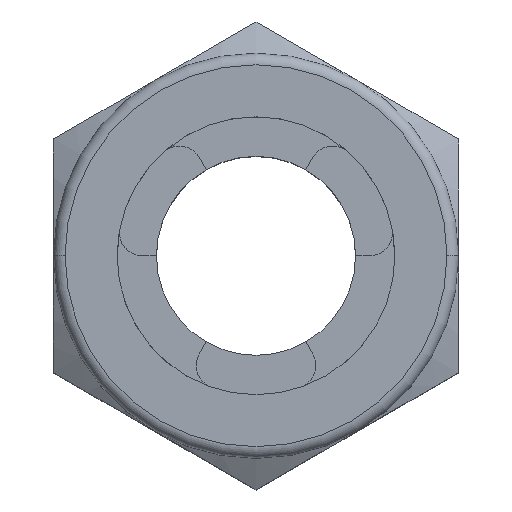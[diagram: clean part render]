
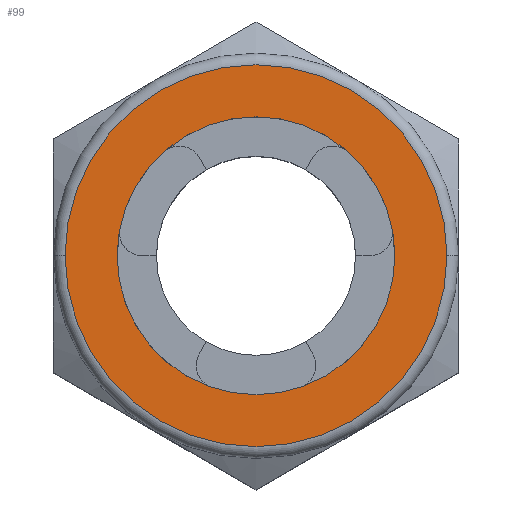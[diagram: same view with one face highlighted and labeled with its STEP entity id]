
A CAD part, top view. The second image highlights one B-rep face of the part: STEP entity #99.
In plain terms, the highlighted planar face has unit normal (0, 0, 1).
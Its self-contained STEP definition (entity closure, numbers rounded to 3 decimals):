
#43 = DIRECTION ( 'NONE',  ( 0., 0., 1. ) ) ;
#99 = ADVANCED_FACE ( 'NONE', ( #1586, #1447 ), #819, .T. ) ;
#113 = EDGE_CURVE ( 'NONE', #1524, #954, #233, .T. ) ;
#138 = CARTESIAN_POINT ( 'NONE',  ( 0., 0., 1.2 ) ) ;
#151 = DIRECTION ( 'NONE',  ( 1., 0., 0. ) ) ;
#233 = CIRCLE ( 'NONE', #1572, 2.4 ) ;
#244 = VERTEX_POINT ( 'NONE', #1404 ) ;
#284 = AXIS2_PLACEMENT_3D ( 'NONE', #553, #708, #1502 ) ;
#408 = CARTESIAN_POINT ( 'NONE',  ( 0., 0., 1.2 ) ) ;
#433 = CIRCLE ( 'NONE', #1381, 3.3 ) ;
#464 = VERTEX_POINT ( 'NONE', #1569 ) ;
#553 = CARTESIAN_POINT ( 'NONE',  ( 0., 0., 1.2 ) ) ;
#634 = AXIS2_PLACEMENT_3D ( 'NONE', #408, #43, #1076 ) ;
#643 = DIRECTION ( 'NONE',  ( 0., 0., 1. ) ) ;
#652 = ORIENTED_EDGE ( 'NONE', *, *, #113, .F. ) ;
#686 = ORIENTED_EDGE ( 'NONE', *, *, #1026, .T. ) ;
#708 = DIRECTION ( 'NONE',  ( 0., 0., 1. ) ) ;
#751 = CARTESIAN_POINT ( 'NONE',  ( 2.4, 0., 1.2 ) ) ;
#755 = DIRECTION ( 'NONE',  ( 1., 0., 0. ) ) ;
#765 = AXIS2_PLACEMENT_3D ( 'NONE', #1160, #818, #934 ) ;
#788 = CARTESIAN_POINT ( 'NONE',  ( 0., 0., 1.2 ) ) ;
#818 = DIRECTION ( 'NONE',  ( 0., 0., 1. ) ) ;
#819 = PLANE ( 'NONE',  #634 ) ;
#869 = ORIENTED_EDGE ( 'NONE', *, *, #1552, .T. ) ;
#877 = ORIENTED_EDGE ( 'NONE', *, *, #1293, .F. ) ;
#934 = DIRECTION ( 'NONE',  ( 1., 0., 0. ) ) ;
#954 = VERTEX_POINT ( 'NONE', #969 ) ;
#969 = CARTESIAN_POINT ( 'NONE',  ( -2.4, 0., 1.2 ) ) ;
#1026 = EDGE_CURVE ( 'NONE', #244, #464, #433, .T. ) ;
#1076 = DIRECTION ( 'NONE',  ( 1., 0., 0. ) ) ;
#1160 = CARTESIAN_POINT ( 'NONE',  ( 0., 0., 1.2 ) ) ;
#1193 = CIRCLE ( 'NONE', #284, 2.4 ) ;
#1276 = EDGE_LOOP ( 'NONE', ( #686, #869 ) ) ;
#1280 = CIRCLE ( 'NONE', #765, 3.3 ) ;
#1293 = EDGE_CURVE ( 'NONE', #954, #1524, #1193, .T. ) ;
#1312 = DIRECTION ( 'NONE',  ( 0., 0., 1. ) ) ;
#1381 = AXIS2_PLACEMENT_3D ( 'NONE', #138, #643, #755 ) ;
#1404 = CARTESIAN_POINT ( 'NONE',  ( 3.3, 0., 1.2 ) ) ;
#1447 = FACE_BOUND ( 'NONE', #1480, .T. ) ;
#1480 = EDGE_LOOP ( 'NONE', ( #877, #652 ) ) ;
#1502 = DIRECTION ( 'NONE',  ( 1., 0., 0. ) ) ;
#1524 = VERTEX_POINT ( 'NONE', #751 ) ;
#1552 = EDGE_CURVE ( 'NONE', #464, #244, #1280, .T. ) ;
#1569 = CARTESIAN_POINT ( 'NONE',  ( -3.3, 0., 1.2 ) ) ;
#1572 = AXIS2_PLACEMENT_3D ( 'NONE', #788, #1312, #151 ) ;
#1586 = FACE_OUTER_BOUND ( 'NONE', #1276, .T. ) ;
